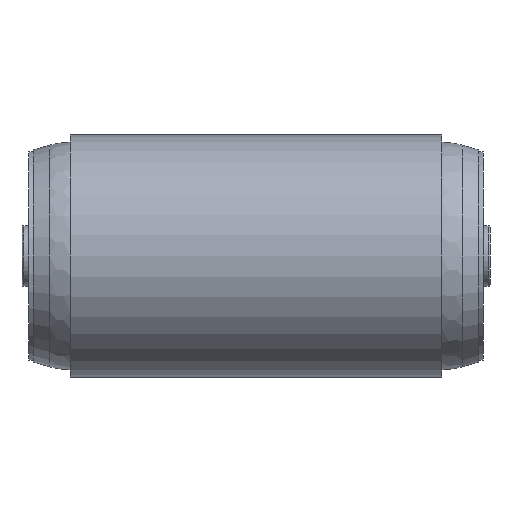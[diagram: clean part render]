
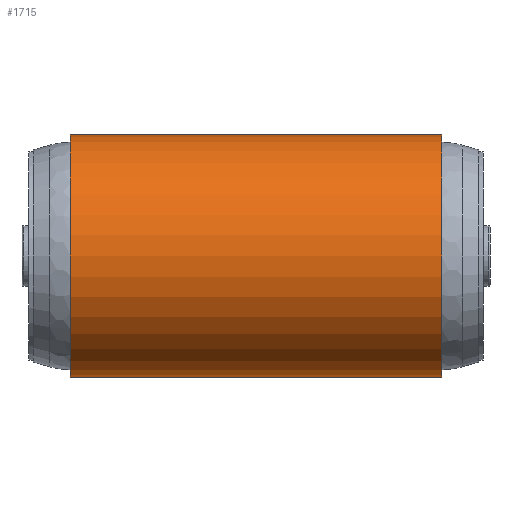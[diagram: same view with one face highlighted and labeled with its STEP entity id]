
A CAD part, front view. The second image highlights one B-rep face of the part: STEP entity #1715.
In plain terms, the highlighted cylindrical face has radius 32 mm (diameter 64 mm), a partial arc.
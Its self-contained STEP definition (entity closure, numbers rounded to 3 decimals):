
#7 = VERTEX_POINT ( 'NONE', #1058 ) ;
#137 = EDGE_CURVE ( 'NONE', #2614, #2288, #332, .T. ) ;
#223 = CIRCLE ( 'NONE', #2407, 32. ) ;
#332 = CIRCLE ( 'NONE', #2147, 32. ) ;
#390 = ORIENTED_EDGE ( 'NONE', *, *, #1161, .T. ) ;
#698 = DIRECTION ( 'NONE',  ( 1., 0., 0. ) ) ;
#725 = EDGE_CURVE ( 'NONE', #2614, #7, #2753, .T. ) ;
#767 = EDGE_CURVE ( 'NONE', #2288, #1650, #1799, .T. ) ;
#842 = CYLINDRICAL_SURFACE ( 'NONE', #2565, 32. ) ;
#879 = ORIENTED_EDGE ( 'NONE', *, *, #137, .F. ) ;
#1058 = CARTESIAN_POINT ( 'NONE',  ( -0.642, 14.258, -32. ) ) ;
#1161 = EDGE_CURVE ( 'NONE', #7, #1650, #223, .T. ) ;
#1184 = DIRECTION ( 'NONE',  ( 1., 0., 0. ) ) ;
#1264 = DIRECTION ( 'NONE',  ( -1., 0., 0. ) ) ;
#1508 = DIRECTION ( 'NONE',  ( 0., 0., 1. ) ) ;
#1650 = VERTEX_POINT ( 'NONE', #2230 ) ;
#1664 = CARTESIAN_POINT ( 'NONE',  ( -98.642, 14.258, -32. ) ) ;
#1715 = ADVANCED_FACE ( 'NONE', ( #2145 ), #842, .T. ) ;
#1792 = DIRECTION ( 'NONE',  ( 0., 0., 1. ) ) ;
#1799 = LINE ( 'NONE', #2151, #3180 ) ;
#2120 = CARTESIAN_POINT ( 'NONE',  ( -98.642, 14.258, -32. ) ) ;
#2145 = FACE_OUTER_BOUND ( 'NONE', #2301, .T. ) ;
#2147 = AXIS2_PLACEMENT_3D ( 'NONE', #3023, #1264, #1508 ) ;
#2151 = CARTESIAN_POINT ( 'NONE',  ( -98.642, 14.258, 32. ) ) ;
#2172 = ORIENTED_EDGE ( 'NONE', *, *, #767, .F. ) ;
#2230 = CARTESIAN_POINT ( 'NONE',  ( -0.642, 14.258, 32. ) ) ;
#2243 = ORIENTED_EDGE ( 'NONE', *, *, #725, .T. ) ;
#2288 = VERTEX_POINT ( 'NONE', #3028 ) ;
#2301 = EDGE_LOOP ( 'NONE', ( #2172, #879, #2243, #390 ) ) ;
#2407 = AXIS2_PLACEMENT_3D ( 'NONE', #2564, #3055, #1792 ) ;
#2564 = CARTESIAN_POINT ( 'NONE',  ( -0.642, 14.258, 0. ) ) ;
#2565 = AXIS2_PLACEMENT_3D ( 'NONE', #3234, #1184, #3081 ) ;
#2614 = VERTEX_POINT ( 'NONE', #2120 ) ;
#2640 = DIRECTION ( 'NONE',  ( 1., 0., 0. ) ) ;
#2753 = LINE ( 'NONE', #1664, #2835 ) ;
#2835 = VECTOR ( 'NONE', #698, 1000. ) ;
#3023 = CARTESIAN_POINT ( 'NONE',  ( -98.642, 14.258, 0. ) ) ;
#3028 = CARTESIAN_POINT ( 'NONE',  ( -98.642, 14.258, 32. ) ) ;
#3055 = DIRECTION ( 'NONE',  ( -1., 0., 0. ) ) ;
#3081 = DIRECTION ( 'NONE',  ( 0., 0., -1. ) ) ;
#3180 = VECTOR ( 'NONE', #2640, 1000. ) ;
#3234 = CARTESIAN_POINT ( 'NONE',  ( -98.642, 14.258, 0. ) ) ;
